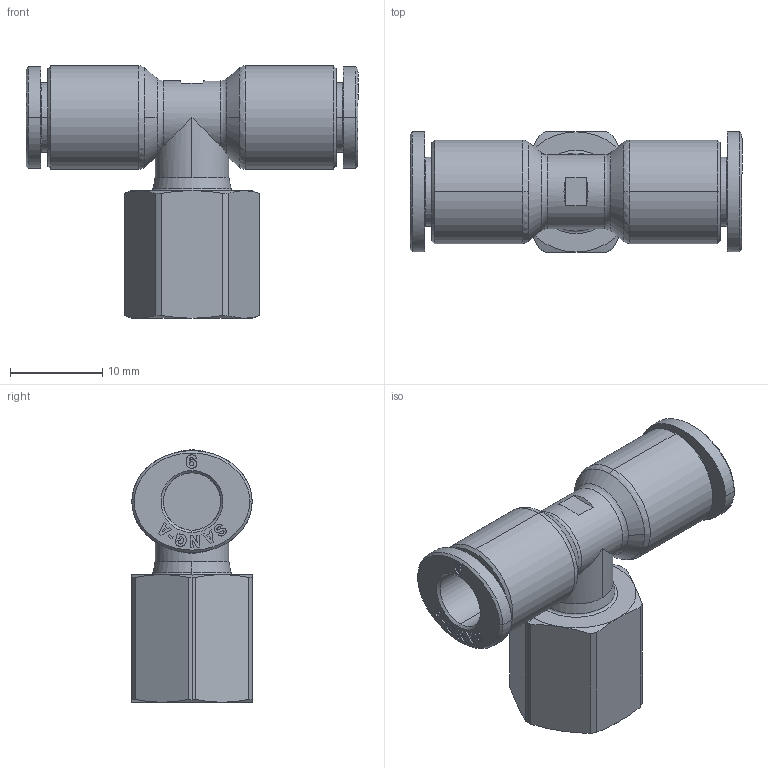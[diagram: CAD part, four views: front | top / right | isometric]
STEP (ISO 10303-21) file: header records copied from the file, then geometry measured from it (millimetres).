
FILE_DESCRIPTION (( 'STEP AP214' ), '1' );
FILE_NAME ('PTF06-G01.stp', '2015-09-22T06:50:54', ( '' ), ( '' ), 'SwSTEP 2.0', 'SolidWorks 2015', '' );
FILE_SCHEMA (( 'AUTOMOTIVE_DESIGN' ));
Length unit declared in the file: millimetre
Products named in the file (2): PTF06-G01; ｦ+ﾃｦ1
Assembly tree (1 placements, depth 2):
  PTF06-G01
    ｦ+ﾃｦ1
Bounding box: 35.9 x 13 x 27.3 mm (x, y, z)
Volume: 3831.7 mm3; surface area: 3388.4 mm2
Topology: 1 solids, 1 shells, 492 faces, 1350 edges, 889 vertices
Faces by surface type: plane 348, bspline 68, cylinder 42, cone 30, torus 4
Entity records: 18574 total; most frequent: CARTESIAN_POINT 5915, ORIENTED_EDGE 2700, DIRECTION 2151, EDGE_CURVE 1350, VECTOR 1029, LINE 1029, VERTEX_POINT 889, AXIS2_PLACEMENT_3D 561
